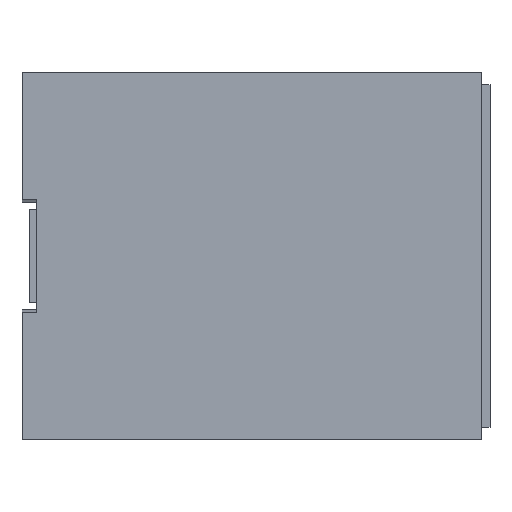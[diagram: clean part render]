
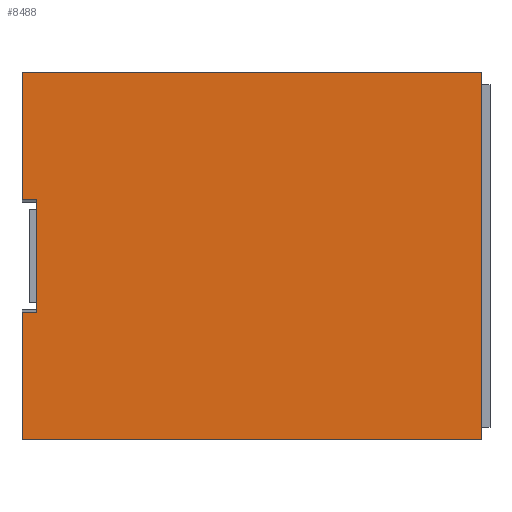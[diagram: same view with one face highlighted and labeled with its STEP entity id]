
A CAD part, top view. The second image highlights one B-rep face of the part: STEP entity #8488.
In plain terms, the highlighted planar face has unit normal (0, 0, 1).
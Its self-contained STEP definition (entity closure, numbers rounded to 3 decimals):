
#475=FACE_OUTER_BOUND('',#918,.T.);
#918=EDGE_LOOP('',(#6841,#6842,#6843,#6844,#6845,#6846,#6847,#6848));
#1136=LINE('',#11468,#2259);
#1148=LINE('',#11492,#2271);
#1152=LINE('',#11499,#2275);
#1793=LINE('',#12885,#2916);
#1795=LINE('',#12889,#2918);
#1797=LINE('',#12893,#2920);
#1799=LINE('',#12897,#2922);
#1801=LINE('',#12900,#2924);
#2259=VECTOR('',#9263,10.);
#2271=VECTOR('',#9285,10.);
#2275=VECTOR('',#9291,10.);
#2916=VECTOR('',#10508,10.);
#2918=VECTOR('',#10512,10.);
#2920=VECTOR('',#10516,10.);
#2922=VECTOR('',#10520,10.);
#2924=VECTOR('',#10524,10.);
#3380=VERTEX_POINT('',#11465);
#3381=VERTEX_POINT('',#11467);
#3388=VERTEX_POINT('',#11490);
#3389=VERTEX_POINT('',#11495);
#3847=VERTEX_POINT('',#12884);
#3848=VERTEX_POINT('',#12888);
#3849=VERTEX_POINT('',#12892);
#3850=VERTEX_POINT('',#12896);
#4192=EDGE_CURVE('',#3381,#3380,#1136,.T.);
#4204=EDGE_CURVE('',#3380,#3388,#1148,.T.);
#4208=EDGE_CURVE('',#3389,#3381,#1152,.T.);
#4896=EDGE_CURVE('',#3388,#3847,#1793,.T.);
#4898=EDGE_CURVE('',#3847,#3848,#1795,.T.);
#4900=EDGE_CURVE('',#3848,#3849,#1797,.T.);
#4902=EDGE_CURVE('',#3849,#3850,#1799,.T.);
#4904=EDGE_CURVE('',#3850,#3389,#1801,.T.);
#6841=ORIENTED_EDGE('',*,*,#4204,.T.);
#6842=ORIENTED_EDGE('',*,*,#4896,.T.);
#6843=ORIENTED_EDGE('',*,*,#4898,.T.);
#6844=ORIENTED_EDGE('',*,*,#4900,.T.);
#6845=ORIENTED_EDGE('',*,*,#4902,.T.);
#6846=ORIENTED_EDGE('',*,*,#4904,.T.);
#6847=ORIENTED_EDGE('',*,*,#4208,.T.);
#6848=ORIENTED_EDGE('',*,*,#4192,.T.);
#8080=PLANE('',#9008);
#8488=ADVANCED_FACE('',(#475),#8080,.T.);
#9008=AXIS2_PLACEMENT_3D('',#12901,#10525,#10526);
#9263=DIRECTION('',(0.,-1.,0.));
#9285=DIRECTION('',(-1.,0.,0.));
#9291=DIRECTION('',(1.,0.,0.));
#10508=DIRECTION('',(0.,-1.,0.));
#10512=DIRECTION('',(1.,0.,0.));
#10516=DIRECTION('',(0.,1.,0.));
#10520=DIRECTION('',(-1.,0.,0.));
#10524=DIRECTION('',(0.,-1.,0.));
#10525=DIRECTION('center_axis',(0.,0.,1.));
#10526=DIRECTION('ref_axis',(1.,0.,0.));
#11465=CARTESIAN_POINT('',(-29.5,-7.7,0.));
#11467=CARTESIAN_POINT('',(-29.5,7.7,0.));
#11468=CARTESIAN_POINT('',(-29.5,7.7,0.));
#11490=CARTESIAN_POINT('',(-31.5,-7.7,0.));
#11492=CARTESIAN_POINT('',(-29.5,-7.7,0.));
#11495=CARTESIAN_POINT('',(-31.5,7.7,0.));
#11499=CARTESIAN_POINT('',(-31.5,7.7,0.));
#12884=CARTESIAN_POINT('',(-31.5,-25.15,0.));
#12885=CARTESIAN_POINT('',(-31.5,25.15,0.));
#12888=CARTESIAN_POINT('',(31.5,-25.15,0.));
#12889=CARTESIAN_POINT('',(-31.5,-25.15,0.));
#12892=CARTESIAN_POINT('',(31.5,25.15,0.));
#12893=CARTESIAN_POINT('',(31.5,-25.15,0.));
#12896=CARTESIAN_POINT('',(-31.5,25.15,0.));
#12897=CARTESIAN_POINT('',(31.5,25.15,0.));
#12900=CARTESIAN_POINT('',(-31.5,25.15,0.));
#12901=CARTESIAN_POINT('Origin',(0.,0.,0.));
